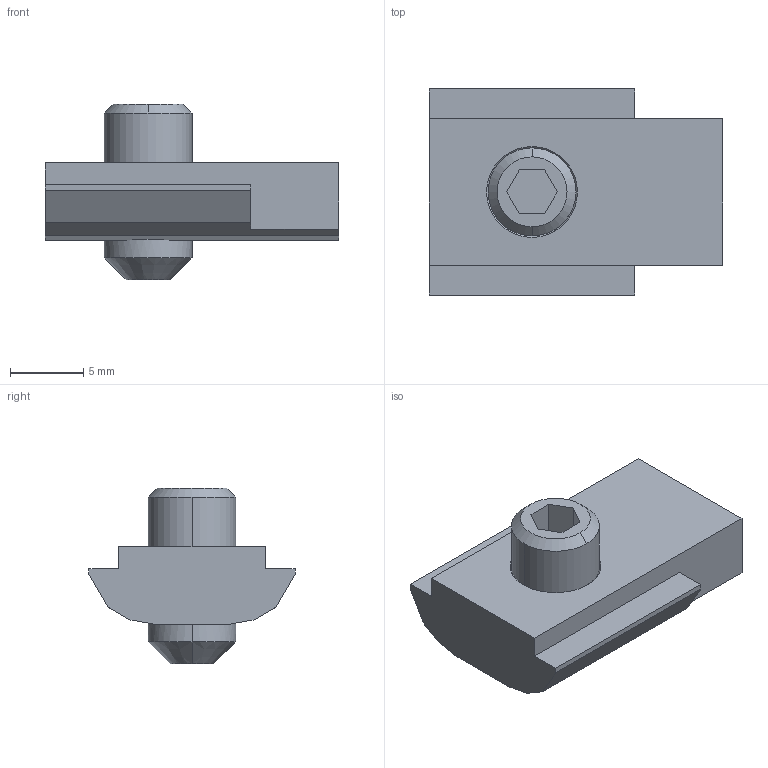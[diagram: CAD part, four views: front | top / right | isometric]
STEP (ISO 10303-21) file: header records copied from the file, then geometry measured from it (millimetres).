
FILE_DESCRIPTION(('STEP AP214'),'1');
FILE_NAME('cctmp_AA4B2FB7-05E0-466F-8E42-64366E4EA23F_2020_1_13_15_46_47_239..stp','2020-01-13T14:46:47',('Bosch Rexroth AG'),('CADClick - www.CADClick.com'),'Spatial InterOp 3D',' ','unknown authorization - (Healing Option Enabled)');
FILE_SCHEMA(('AUTOMOTIVE_DESIGN'));
Length unit declared in the file: millimetre
Products named in the file (1): 2020_01_13__15-46-47-239
Bounding box: 20 x 14.06 x 12 mm (x, y, z)
Volume: 1286.6 mm3; surface area: 924.4 mm2
Topology: 1 solids, 1 shells, 38 faces, 98 edges, 64 vertices
Faces by surface type: plane 28, cone 6, cylinder 4
Entity records: 1478 total; most frequent: CARTESIAN_POINT 201, DIRECTION 196, ORIENTED_EDGE 196, EDGE_CURVE 98, LINE 78, VECTOR 78, VERTEX_POINT 64, AXIS2_PLACEMENT_3D 59
